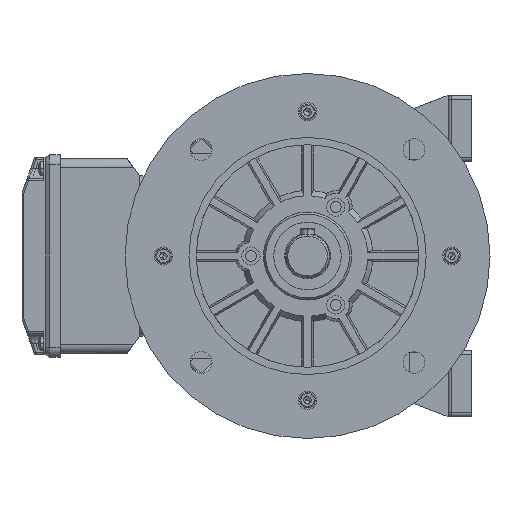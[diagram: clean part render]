
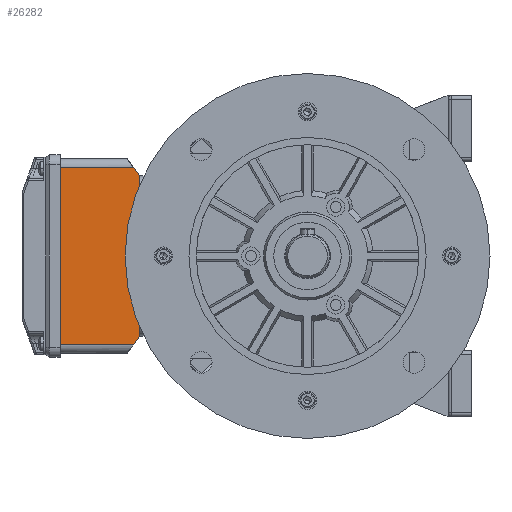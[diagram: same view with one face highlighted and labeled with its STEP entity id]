
A CAD part, left-side view. The second image highlights one B-rep face of the part: STEP entity #26282.
In plain terms, the highlighted planar face has unit normal (-1, 0, 0).
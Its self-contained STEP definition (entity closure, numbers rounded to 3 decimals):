
#1533 = CARTESIAN_POINT ( 'NONE',  ( -68.5, 48.5, 47. ) ) ;
#2060 = CARTESIAN_POINT ( 'NONE',  ( -68.5, -44., 47. ) ) ;
#2718 = DIRECTION ( 'NONE',  ( 0., 0., -1. ) ) ;
#6877 = LINE ( 'NONE', #61356, #87014 ) ;
#18879 = LINE ( 'NONE', #64259, #92774 ) ;
#19521 = CARTESIAN_POINT ( 'NONE',  ( -68.5, -48.5, 3.5 ) ) ;
#20319 = VERTEX_POINT ( 'NONE', #64992 ) ;
#22289 = AXIS2_PLACEMENT_3D ( 'NONE', #91522, #81837, #26815 ) ;
#23401 = ORIENTED_EDGE ( 'NONE', *, *, #84049, .F. ) ;
#26204 = ORIENTED_EDGE ( 'NONE', *, *, #56826, .F. ) ;
#26282 = ADVANCED_FACE ( 'NONE', ( #109038 ), #98817, .F. ) ;
#26815 = DIRECTION ( 'NONE',  ( 0., 0., -1. ) ) ;
#29007 = ORIENTED_EDGE ( 'NONE', *, *, #49140, .T. ) ;
#29155 = CARTESIAN_POINT ( 'NONE',  ( -68.5, 53.5, 40. ) ) ;
#29508 = EDGE_CURVE ( 'NONE', #104022, #93933, #18879, .T. ) ;
#36507 = LINE ( 'NONE', #19521, #49469 ) ;
#38219 = VERTEX_POINT ( 'NONE', #76747 ) ;
#38325 = CARTESIAN_POINT ( 'NONE',  ( -68.5, 44., 47. ) ) ;
#38865 = DIRECTION ( 'NONE',  ( 0., 1., 0. ) ) ;
#40002 = ORIENTED_EDGE ( 'NONE', *, *, #29508, .T. ) ;
#40095 = CARTESIAN_POINT ( 'NONE',  ( -68.5, -48.5, 43.684 ) ) ;
#40901 = ORIENTED_EDGE ( 'NONE', *, *, #72113, .F. ) ;
#42013 = DIRECTION ( 'NONE',  ( 0., -1., 0. ) ) ;
#42286 = ORIENTED_EDGE ( 'NONE', *, *, #69913, .F. ) ;
#44198 = VECTOR ( 'NONE', #46897, 1000. ) ;
#46301 = VERTEX_POINT ( 'NONE', #38325 ) ;
#46897 = DIRECTION ( 'NONE',  ( 0., -0.805, -0.593 ) ) ;
#47472 = LINE ( 'NONE', #2060, #44198 ) ;
#49140 = EDGE_CURVE ( 'NONE', #20319, #38219, #77134, .T. ) ;
#49469 = VECTOR ( 'NONE', #38865, 1000. ) ;
#56826 = EDGE_CURVE ( 'NONE', #104022, #38219, #36507, .T. ) ;
#56960 = DIRECTION ( 'NONE',  ( 0., -0.805, 0.593 ) ) ;
#61356 = CARTESIAN_POINT ( 'NONE',  ( -68.5, -53.5, 47. ) ) ;
#63871 = VECTOR ( 'NONE', #56960, 1000. ) ;
#64259 = CARTESIAN_POINT ( 'NONE',  ( -68.5, -48.5, 47. ) ) ;
#64992 = CARTESIAN_POINT ( 'NONE',  ( -68.5, 48.5, 43.684 ) ) ;
#68193 = CARTESIAN_POINT ( 'NONE',  ( -68.5, -48.5, 3.5 ) ) ;
#69913 = EDGE_CURVE ( 'NONE', #20319, #46301, #102350, .T. ) ;
#72113 = EDGE_CURVE ( 'NONE', #46301, #113158, #6877, .T. ) ;
#74502 = DIRECTION ( 'NONE',  ( 0., 0., 1. ) ) ;
#76747 = CARTESIAN_POINT ( 'NONE',  ( -68.5, 48.5, 3.5 ) ) ;
#77134 = LINE ( 'NONE', #1533, #87138 ) ;
#79006 = CARTESIAN_POINT ( 'NONE',  ( -68.5, -44., 47. ) ) ;
#81837 = DIRECTION ( 'NONE',  ( 1., 0., 0. ) ) ;
#84049 = EDGE_CURVE ( 'NONE', #113158, #93933, #47472, .T. ) ;
#87014 = VECTOR ( 'NONE', #42013, 1000. ) ;
#87138 = VECTOR ( 'NONE', #2718, 1000. ) ;
#91522 = CARTESIAN_POINT ( 'NONE',  ( -68.5, -53.5, 47. ) ) ;
#92774 = VECTOR ( 'NONE', #74502, 1000. ) ;
#93933 = VERTEX_POINT ( 'NONE', #40095 ) ;
#94859 = EDGE_LOOP ( 'NONE', ( #26204, #40002, #23401, #40901, #42286, #29007 ) ) ;
#98817 = PLANE ( 'NONE',  #22289 ) ;
#102350 = LINE ( 'NONE', #29155, #63871 ) ;
#104022 = VERTEX_POINT ( 'NONE', #68193 ) ;
#109038 = FACE_OUTER_BOUND ( 'NONE', #94859, .T. ) ;
#113158 = VERTEX_POINT ( 'NONE', #79006 ) ;
